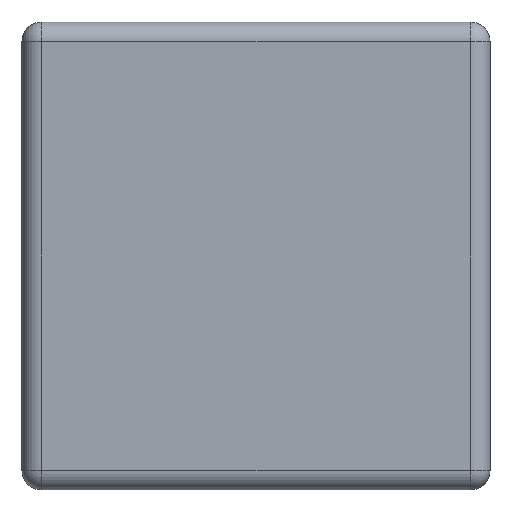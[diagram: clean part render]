
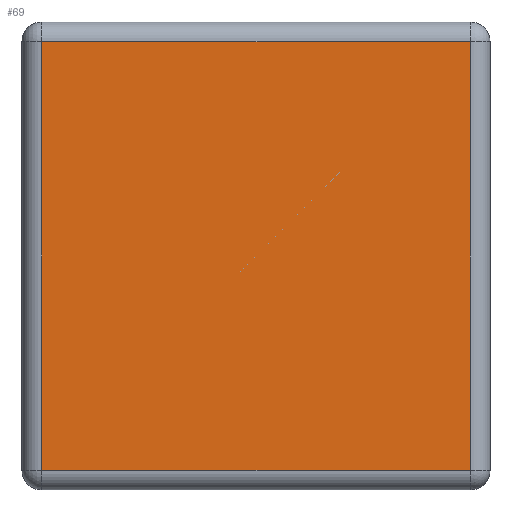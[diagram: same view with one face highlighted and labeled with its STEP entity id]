
A CAD part, left-side view. The second image highlights one B-rep face of the part: STEP entity #69.
In plain terms, the highlighted planar face has unit normal (-1, 0, 0).
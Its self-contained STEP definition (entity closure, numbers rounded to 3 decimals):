
#8 = FACE_OUTER_BOUND ( 'NONE', #820, .T. ) ;
#19 = LINE ( 'NONE', #580, #1255 ) ;
#26 = DIRECTION ( 'NONE',  ( 0., 0., -1. ) ) ;
#69 = ADVANCED_FACE ( 'NONE', ( #8 ), #371, .F. ) ;
#221 = CARTESIAN_POINT ( 'NONE',  ( -0.5, 0.575, -0.3 ) ) ;
#265 = ORIENTED_EDGE ( 'NONE', *, *, #376, .T. ) ;
#280 = VECTOR ( 'NONE', #1557, 1000. ) ;
#317 = CARTESIAN_POINT ( 'NONE',  ( -0.5, 0.575, -0.275 ) ) ;
#371 = PLANE ( 'NONE',  #675 ) ;
#376 = EDGE_CURVE ( 'NONE', #1397, #665, #1211, .T. ) ;
#390 = CARTESIAN_POINT ( 'NONE',  ( -0.5, 0.575, 0.275 ) ) ;
#439 = DIRECTION ( 'NONE',  ( 0., -1., 0. ) ) ;
#507 = ORIENTED_EDGE ( 'NONE', *, *, #1429, .T. ) ;
#508 = LINE ( 'NONE', #221, #280 ) ;
#511 = LINE ( 'NONE', #1163, #1061 ) ;
#530 = CARTESIAN_POINT ( 'NONE',  ( -0.5, 0.025, -0.275 ) ) ;
#580 = CARTESIAN_POINT ( 'NONE',  ( -0.5, 0.025, -0.3 ) ) ;
#665 = VERTEX_POINT ( 'NONE', #530 ) ;
#675 = AXIS2_PLACEMENT_3D ( 'NONE', #1346, #737, #26 ) ;
#692 = VERTEX_POINT ( 'NONE', #390 ) ;
#737 = DIRECTION ( 'NONE',  ( 1., 0., 0. ) ) ;
#820 = EDGE_LOOP ( 'NONE', ( #507, #265, #912, #1323 ) ) ;
#912 = ORIENTED_EDGE ( 'NONE', *, *, #942, .T. ) ;
#917 = DIRECTION ( 'NONE',  ( 0., 1., 0. ) ) ;
#942 = EDGE_CURVE ( 'NONE', #665, #946, #19, .T. ) ;
#946 = VERTEX_POINT ( 'NONE', #1197 ) ;
#956 = DIRECTION ( 'NONE',  ( 0., 0., 1. ) ) ;
#1061 = VECTOR ( 'NONE', #917, 1000. ) ;
#1163 = CARTESIAN_POINT ( 'NONE',  ( -0.5, 0.6, 0.275 ) ) ;
#1197 = CARTESIAN_POINT ( 'NONE',  ( -0.5, 0.025, 0.275 ) ) ;
#1211 = LINE ( 'NONE', #1543, #1334 ) ;
#1240 = EDGE_CURVE ( 'NONE', #946, #692, #511, .T. ) ;
#1255 = VECTOR ( 'NONE', #956, 1000. ) ;
#1323 = ORIENTED_EDGE ( 'NONE', *, *, #1240, .T. ) ;
#1334 = VECTOR ( 'NONE', #439, 1000. ) ;
#1346 = CARTESIAN_POINT ( 'NONE',  ( -0.5, 0.6, -0.3 ) ) ;
#1397 = VERTEX_POINT ( 'NONE', #317 ) ;
#1429 = EDGE_CURVE ( 'NONE', #692, #1397, #508, .T. ) ;
#1543 = CARTESIAN_POINT ( 'NONE',  ( -0.5, 0.6, -0.275 ) ) ;
#1557 = DIRECTION ( 'NONE',  ( 0., 0., -1. ) ) ;
